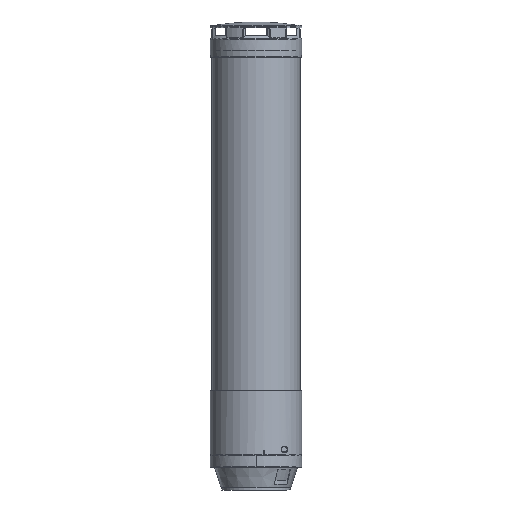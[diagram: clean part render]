
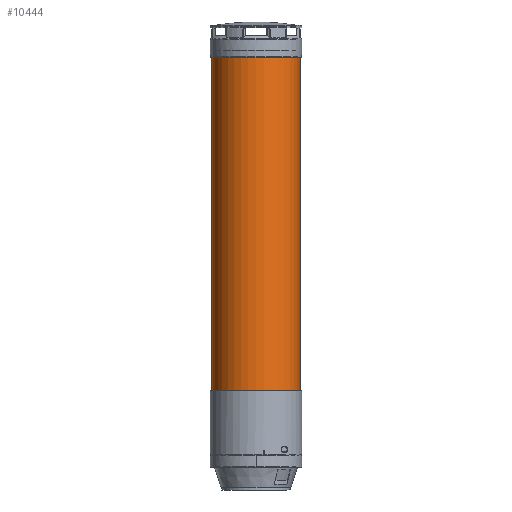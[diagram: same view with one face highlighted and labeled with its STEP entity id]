
A CAD part, front view. The second image highlights one B-rep face of the part: STEP entity #10444.
In plain terms, the highlighted cylindrical face has radius 35 mm (diameter 70 mm), a partial arc.
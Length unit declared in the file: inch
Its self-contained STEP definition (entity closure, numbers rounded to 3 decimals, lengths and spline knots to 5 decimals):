
#1399 = DIRECTION ( 'NONE',  ( 0., 0., 1. ) ) ;
#1477 = CARTESIAN_POINT ( 'NONE',  ( 1.37795, 0., 1.90157 ) ) ;
#2141 = VERTEX_POINT ( 'NONE', #5942 ) ;
#2159 = DIRECTION ( 'NONE',  ( 1., 0., 0. ) ) ;
#2455 = CARTESIAN_POINT ( 'NONE',  ( -1.37795, 0., 1.90157 ) ) ;
#2776 = VECTOR ( 'NONE', #1399, 39.37008 ) ;
#2921 = VERTEX_POINT ( 'NONE', #15691 ) ;
#3576 = CARTESIAN_POINT ( 'NONE',  ( 1.37795, 0., 1.99533 ) ) ;
#3941 = EDGE_LOOP ( 'NONE', ( #13185, #10756, #10697, #16869 ) ) ;
#4245 = EDGE_CURVE ( 'NONE', #2141, #14362, #5729, .T. ) ;
#4464 = EDGE_CURVE ( 'NONE', #2141, #2921, #16919, .T. ) ;
#5535 = DIRECTION ( 'NONE',  ( 0., 0., -1. ) ) ;
#5729 = CIRCLE ( 'NONE', #15983, 1.37795 ) ;
#5942 = CARTESIAN_POINT ( 'NONE',  ( -1.37795, 0., 1.99533 ) ) ;
#7164 = AXIS2_PLACEMENT_3D ( 'NONE', #14814, #5535, #17077 ) ;
#7252 = EDGE_CURVE ( 'NONE', #14362, #9323, #9527, .T. ) ;
#7998 = CIRCLE ( 'NONE', #7164, 1.37795 ) ;
#8731 = CYLINDRICAL_SURFACE ( 'NONE', #11281, 1.37795 ) ;
#9323 = VERTEX_POINT ( 'NONE', #12430 ) ;
#9339 = VECTOR ( 'NONE', #13272, 39.37008 ) ;
#9527 = LINE ( 'NONE', #1477, #2776 ) ;
#9779 = DIRECTION ( 'NONE',  ( 0., 0., 1. ) ) ;
#10444 = ADVANCED_FACE ( 'NONE', ( #15063 ), #8731, .T. ) ;
#10697 = ORIENTED_EDGE ( 'NONE', *, *, #7252, .T. ) ;
#10756 = ORIENTED_EDGE ( 'NONE', *, *, #4245, .T. ) ;
#11241 = CARTESIAN_POINT ( 'NONE',  ( 0., 0., 1.90157 ) ) ;
#11281 = AXIS2_PLACEMENT_3D ( 'NONE', #11241, #9779, #2159 ) ;
#11947 = CARTESIAN_POINT ( 'NONE',  ( 0., 0., 1.99533 ) ) ;
#12430 = CARTESIAN_POINT ( 'NONE',  ( 1.37795, 0., 12.43698 ) ) ;
#13185 = ORIENTED_EDGE ( 'NONE', *, *, #4464, .F. ) ;
#13272 = DIRECTION ( 'NONE',  ( 0., 0., 1. ) ) ;
#14362 = VERTEX_POINT ( 'NONE', #3576 ) ;
#14814 = CARTESIAN_POINT ( 'NONE',  ( 0., 0., 12.43698 ) ) ;
#15063 = FACE_OUTER_BOUND ( 'NONE', #3941, .T. ) ;
#15691 = CARTESIAN_POINT ( 'NONE',  ( -1.37795, 0., 12.43698 ) ) ;
#15936 = DIRECTION ( 'NONE',  ( 0., 0., 1. ) ) ;
#15983 = AXIS2_PLACEMENT_3D ( 'NONE', #11947, #15936, #16979 ) ;
#16869 = ORIENTED_EDGE ( 'NONE', *, *, #17100, .T. ) ;
#16919 = LINE ( 'NONE', #2455, #9339 ) ;
#16979 = DIRECTION ( 'NONE',  ( 1., 0., 0. ) ) ;
#17077 = DIRECTION ( 'NONE',  ( 1., 0., 0. ) ) ;
#17100 = EDGE_CURVE ( 'NONE', #9323, #2921, #7998, .T. ) ;
